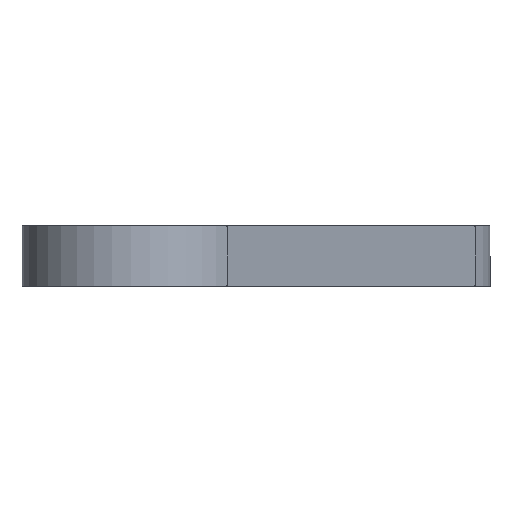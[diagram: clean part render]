
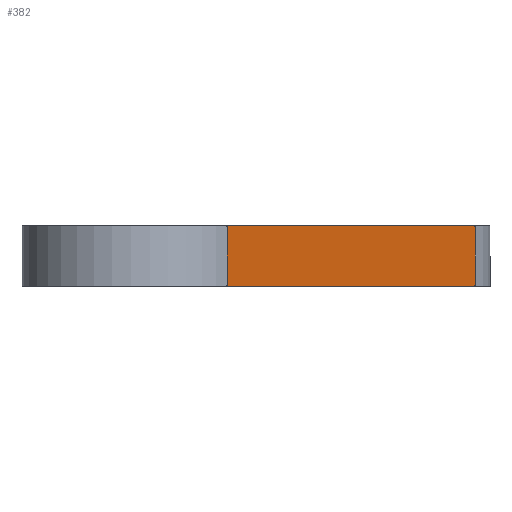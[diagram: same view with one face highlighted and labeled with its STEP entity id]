
A CAD part, left-side view. The second image highlights one B-rep face of the part: STEP entity #382.
In plain terms, the highlighted planar face has unit normal (-0.544, -0.839, 0).
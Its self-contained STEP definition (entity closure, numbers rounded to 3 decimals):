
#27=CARTESIAN_POINT('',(-12.777,-19.723,0.));
#28=VERTEX_POINT('',#27);
#35=CARTESIAN_POINT('',(-110.495,43.581,0.));
#36=VERTEX_POINT('',#35);
#37=CARTESIAN_POINT('',(-12.777,-19.723,0.));
#38=DIRECTION('',(-0.839,0.544,0.));
#39=VECTOR('',#38,116.431);
#40=LINE('',#37,#39);
#41=EDGE_CURVE('',#28,#36,#40,.T.);
#209=CARTESIAN_POINT('',(-12.777,-19.723,15.423));
#210=VERTEX_POINT('',#209);
#241=CARTESIAN_POINT('',(-110.495,43.581,15.423));
#242=VERTEX_POINT('',#241);
#249=CARTESIAN_POINT('',(-110.495,43.581,15.423));
#250=DIRECTION('',(0.839,-0.544,0.));
#251=VECTOR('',#250,116.431);
#252=LINE('',#249,#251);
#253=EDGE_CURVE('',#242,#210,#252,.T.);
#357=CARTESIAN_POINT('',(-12.777,-19.723,15.423));
#358=DIRECTION('',(0.,0.,-1.));
#359=VECTOR('',#358,15.423);
#360=LINE('',#357,#359);
#361=EDGE_CURVE('',#210,#28,#360,.T.);
#366=CARTESIAN_POINT('',(-61.636,11.929,7.712));
#367=DIRECTION('',(0.839,-0.544,0.));
#368=DIRECTION('',(-0.544,-0.839,0.));
#369=AXIS2_PLACEMENT_3D('',#366,#368,#367);
#370=PLANE('',#369);
#371=ORIENTED_EDGE('',*,*,#41,.F.);
#372=ORIENTED_EDGE('',*,*,#361,.F.);
#373=ORIENTED_EDGE('',*,*,#253,.F.);
#374=CARTESIAN_POINT('',(-110.495,43.581,15.423));
#375=DIRECTION('',(0.,0.,-1.));
#376=VECTOR('',#375,15.423);
#377=LINE('',#374,#376);
#378=EDGE_CURVE('',#242,#36,#377,.T.);
#379=ORIENTED_EDGE('E31',*,*,#378,.T.);
#380=EDGE_LOOP('',(#371,#372,#373,#379));
#381=FACE_OUTER_BOUND('',#380,.T.);
#382=ADVANCED_FACE('F14',(#381),#370,.T.);
